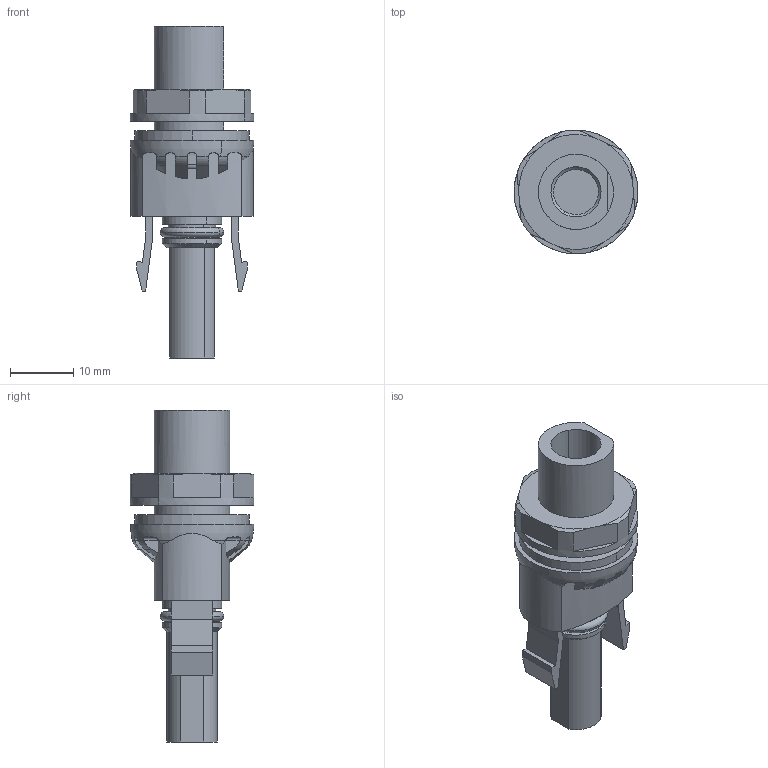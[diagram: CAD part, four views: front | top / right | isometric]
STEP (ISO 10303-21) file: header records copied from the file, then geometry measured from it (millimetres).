
FILE_DESCRIPTION(('CATIA V5 STEP Exchange','CAx-IF Rec.Pracs.--- Model Styling and Organization---1.5--- 2016-08-15','CAx-IF Rec.Pracs.---Supplemental Geometry---1.0---2011-11-01','CAx-IF Rec.Pracs.--- Composite Materials ---1.1---2010-07-15'),'2;1');
FILE_NAME ('2026119-2_1', '2024-12-12T07:00:17+00:00', ('none'), ('Weidmueller'), 'CATIA Version 5-6 Release 2022 SP4 HF5', 'CATIA V5 STEP AP214 v3', 'none');
FILE_SCHEMA(('AUTOMOTIVE_DESIGN { 1 0 10303 214 1 1 1 1 }'));
Length unit declared in the file: millimetre
Products named in the file (1): 3035690000
Bounding box: 19.5 x 19.49 x 52.3 mm (x, y, z)
Volume: 5529.9 mm3; surface area: 4877.9 mm2
Topology: 1 solids, 1 shells, 191 faces, 557 edges, 380 vertices
Faces by surface type: plane 87, cylinder 57, cone 22, torus 22, revolution 3
Entity records: 6491 total; most frequent: CARTESIAN_POINT 1806, ORIENTED_EDGE 1114, DIRECTION 620, EDGE_CURVE 557, VERTEX_POINT 380, AXIS2_PLACEMENT_3D 256, VECTOR 251, LINE 251
